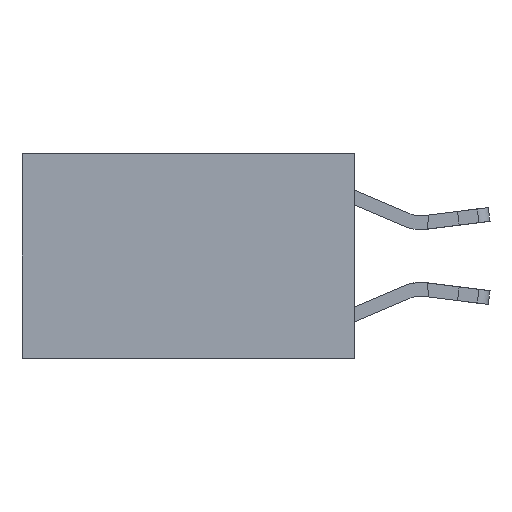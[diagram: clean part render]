
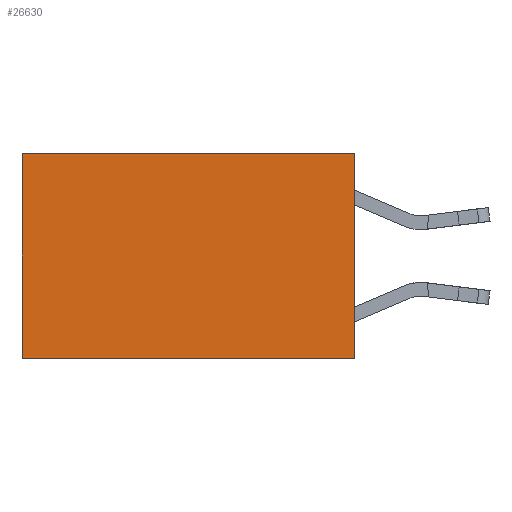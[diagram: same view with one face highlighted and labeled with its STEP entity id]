
A CAD part, left-side view. The second image highlights one B-rep face of the part: STEP entity #26630.
In plain terms, the highlighted planar face has unit normal (-1, 0, 0).
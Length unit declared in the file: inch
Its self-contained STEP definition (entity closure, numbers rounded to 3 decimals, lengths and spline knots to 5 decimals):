
#342 = VERTEX_POINT ( 'NONE', #13803 ) ;
#597 = CARTESIAN_POINT ( 'NONE',  ( 0.2625, 0., 0. ) ) ;
#724 = LINE ( 'NONE', #597, #15525 ) ;
#878 = LINE ( 'NONE', #8963, #25223 ) ;
#1065 = VERTEX_POINT ( 'NONE', #7043 ) ;
#1223 = VERTEX_POINT ( 'NONE', #18281 ) ;
#1696 = FACE_OUTER_BOUND ( 'NONE', #10908, .T. ) ;
#4062 = CARTESIAN_POINT ( 'NONE',  ( 0.2625, 0., 0. ) ) ;
#4636 = DIRECTION ( 'NONE',  ( 0., 1., 0. ) ) ;
#6006 = CARTESIAN_POINT ( 'NONE',  ( 0.2625, 0., 0. ) ) ;
#6126 = ORIENTED_EDGE ( 'NONE', *, *, #22742, .T. ) ;
#7043 = CARTESIAN_POINT ( 'NONE',  ( 0.2625, 0., 0. ) ) ;
#7298 = CARTESIAN_POINT ( 'NONE',  ( 0.2625, 0.6, 0. ) ) ;
#7416 = EDGE_CURVE ( 'NONE', #1065, #342, #724, .T. ) ;
#7804 = ORIENTED_EDGE ( 'NONE', *, *, #18490, .F. ) ;
#8479 = CARTESIAN_POINT ( 'NONE',  ( 0.2625, 0.6, 0. ) ) ;
#8905 = LINE ( 'NONE', #8479, #12913 ) ;
#8963 = CARTESIAN_POINT ( 'NONE',  ( 0.2625, 0., -0.37 ) ) ;
#10200 = PLANE ( 'NONE',  #14826 ) ;
#10759 = LINE ( 'NONE', #6006, #14822 ) ;
#10908 = EDGE_LOOP ( 'NONE', ( #6126, #7804, #24061, #17397 ) ) ;
#12913 = VECTOR ( 'NONE', #21693, 39.37008 ) ;
#13803 = CARTESIAN_POINT ( 'NONE',  ( 0.2625, 0., -0.37 ) ) ;
#14511 = DIRECTION ( 'NONE',  ( 1., 0., 0. ) ) ;
#14822 = VECTOR ( 'NONE', #16870, 39.37008 ) ;
#14826 = AXIS2_PLACEMENT_3D ( 'NONE', #4062, #14511, #21043 ) ;
#15525 = VECTOR ( 'NONE', #23559, 39.37008 ) ;
#16124 = EDGE_CURVE ( 'NONE', #1065, #26420, #10759, .T. ) ;
#16870 = DIRECTION ( 'NONE',  ( 0., 1., 0. ) ) ;
#17397 = ORIENTED_EDGE ( 'NONE', *, *, #16124, .T. ) ;
#18281 = CARTESIAN_POINT ( 'NONE',  ( 0.2625, 0.6, -0.37 ) ) ;
#18490 = EDGE_CURVE ( 'NONE', #342, #1223, #878, .T. ) ;
#21043 = DIRECTION ( 'NONE',  ( 0., 0., -1. ) ) ;
#21693 = DIRECTION ( 'NONE',  ( 0., 0., -1. ) ) ;
#22742 = EDGE_CURVE ( 'NONE', #26420, #1223, #8905, .T. ) ;
#23559 = DIRECTION ( 'NONE',  ( 0., 0., -1. ) ) ;
#24061 = ORIENTED_EDGE ( 'NONE', *, *, #7416, .F. ) ;
#25223 = VECTOR ( 'NONE', #4636, 39.37008 ) ;
#26420 = VERTEX_POINT ( 'NONE', #7298 ) ;
#26630 = ADVANCED_FACE ( 'NONE', ( #1696 ), #10200, .F. ) ;
